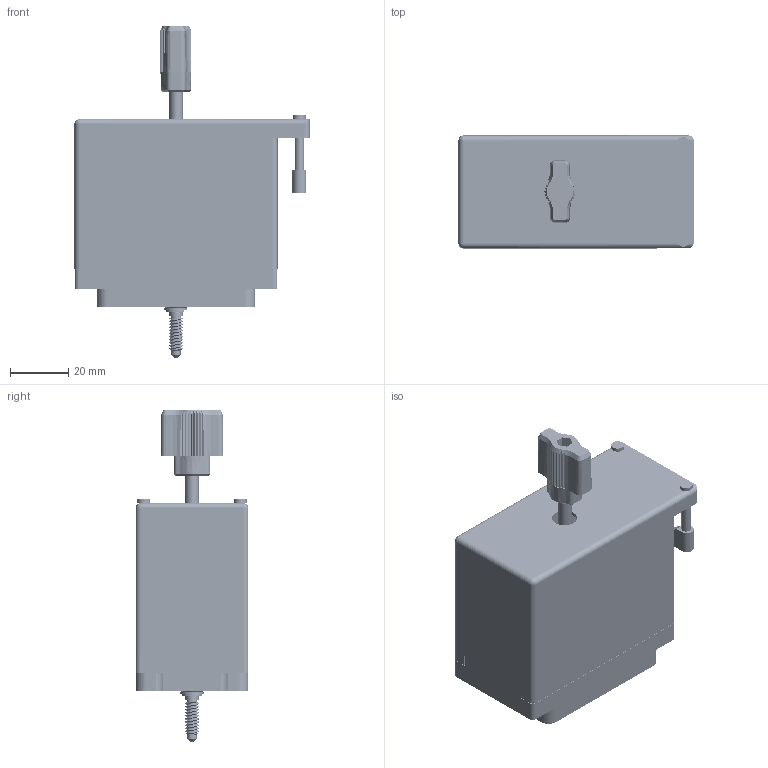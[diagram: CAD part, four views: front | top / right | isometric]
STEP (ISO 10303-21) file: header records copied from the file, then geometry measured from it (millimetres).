
FILE_DESCRIPTION (( 'STEP AP203' ), '1' );
FILE_NAME ('516-120-500-155.STEP', '2020-03-11T02:17:51', ( '' ), ( '' ), 'SwSTEP 2.0', 'SolidWorks 2016', '' );
FILE_SCHEMA (( 'CONFIG_CONTROL_DESIGN' ));
Length unit declared in the file: inch
Products named in the file (11): 516-250-091-111; 516-292-001_500 Contact; Grub Screw; 516-254-091-109; 516-120-500-155; 516-230-001_Metal - 120 Side Entry; 516-251-095-100; 516-253-095-100; 516-253-190-107; 516 Plug Insulator_120; Actuating Screw Assy 090-120
Assembly tree (130 placements, depth 3):
  516-120-500-155
    516 Plug Insulator_120
    516-292-001_500 Contact  x120
    516-230-001_Metal - 120 Side Entry
    Actuating Screw Assy 090-120
      516-251-095-100
      516-254-091-109
      516-253-095-100  x2
      516-253-190-107
      516-250-091-111
      Grub Screw
Bounding box: 81.03 x 38.86 x 114.34 mm (x, y, z)
Volume: 47234.9 mm3; surface area: 80664.2 mm2
Topology: 129 solids, 129 shells, 11866 faces, 34433 edges, 22842 vertices
Faces by surface type: plane 7105, cylinder 3960, bspline 737, cone 62, sphere 2
Entity records: 105709 total; most frequent: CARTESIAN_POINT 24262, ORIENTED_EDGE 16478, DIRECTION 15825, EDGE_CURVE 8239, VECTOR 6033, LINE 6033, VERTEX_POINT 5460, AXIS2_PLACEMENT_3D 4896
